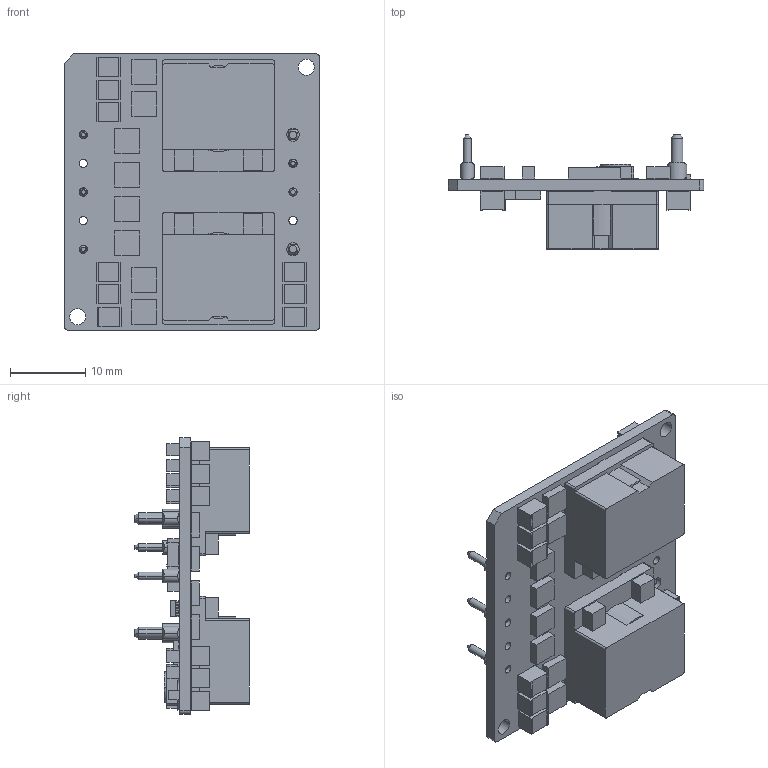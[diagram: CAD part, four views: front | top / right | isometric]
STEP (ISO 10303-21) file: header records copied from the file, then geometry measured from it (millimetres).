
FILE_DESCRIPTION((''),'2;1');
FILE_NAME('I7A_33A_BASEUNIT_ASM','2020-07-27T15:24:29',('Cyrus.Cheng'),(''),'CREO PARAMETRIC BY PTC INC, 2018500','CREO PARAMETRIC BY PTC INC, 2018500','');
FILE_SCHEMA(('AUTOMOTIVE_DESIGN { 1 0 10303 214 1 1 1 1 }'));
Length unit declared in the file: inch
Products named in the file (15): I7A_PWB; CDEP147; 1210_CAP_2R5MM; MLP_3MMX3MM; 1206_CAP_COLOR; TQFP_7X7; CDC4D20_COLOR; 0805_CAP_COLOR; 0805_RES; LLP-8_COLOR; SC70-5_COLOR; AP00115_LABEL; ZP00167_01; ZP00166_01; I7A_33A_BASEUNIT_ASM
Assembly tree (49 placements, depth 2):
  I7A_33A_BASEUNIT_ASM
    I7A_PWB
    CDEP147  x2
    1210_CAP_2R5MM  x9
    MLP_3MMX3MM  x8
    1206_CAP_COLOR  x14
    TQFP_7X7
    CDC4D20_COLOR
    0805_CAP_COLOR
    0805_RES
    LLP-8_COLOR
    SC70-5_COLOR
    AP00115_LABEL  x2
    ZP00167_01  x2
    ZP00166_01  x5
Bounding box: 34.04 x 15.21 x 36.83 mm (x, y, z)
Volume: 5233.1 mm3; surface area: 6288.5 mm2
Topology: 49 solids, 56 shells, 892 faces, 2245 edges, 1472 vertices
Faces by surface type: plane 745, cylinder 119, cone 28
Entity records: 15215 total; most frequent: CARTESIAN_POINT 2259, DIRECTION 1859, ORIENTED_EDGE 1818, PRESENTATION_STYLE_ASSIGNMENT 913, EDGE_CURVE 909, STYLED_ITEM 893, CURVE_STYLE 873, VECTOR 715
